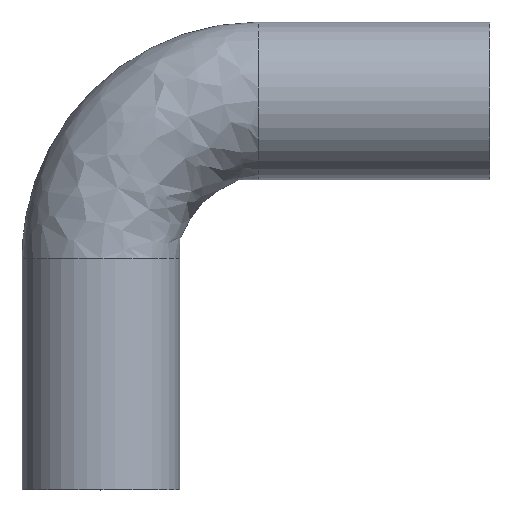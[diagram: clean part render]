
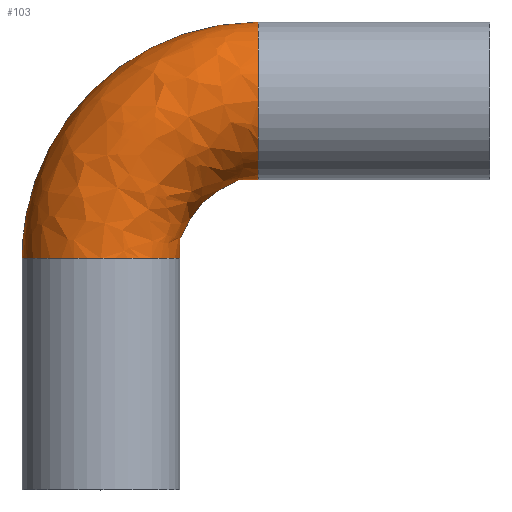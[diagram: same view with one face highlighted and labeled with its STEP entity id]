
A CAD part, top view. The second image highlights one B-rep face of the part: STEP entity #103.
In plain terms, the highlighted free-form (B-spline) face has degree [3, 3] with [7, 4] control points.
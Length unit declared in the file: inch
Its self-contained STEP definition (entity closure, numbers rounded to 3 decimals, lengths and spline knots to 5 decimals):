
#2 = EDGE_LOOP ( 'NONE', ( #292 ) ) ;
#15 = CIRCLE ( 'NONE', #236, 0.62992 ) ;
#20 = CARTESIAN_POINT ( 'NONE',  ( 0.15284, 3.74016, 1.25984 ) ) ;
#26 = CARTESIAN_POINT ( 'NONE',  ( 1.25984, 3.74016, 0. ) ) ;
#42 = CARTESIAN_POINT ( 'NONE',  ( 0.62992, 2.21939, 1.25984 ) ) ;
#44 = VERTEX_POINT ( 'NONE', #91 ) ;
#50 = CARTESIAN_POINT ( 'NONE',  ( -0.62992, 2.95739, 1.25984 ) ) ;
#58 = CARTESIAN_POINT ( 'NONE',  ( 0.15284, 3.74016, -1.25984 ) ) ;
#62 = CARTESIAN_POINT ( 'NONE',  ( 0.15284, 3.74016, 0. ) ) ;
#70 = CARTESIAN_POINT ( 'NONE',  ( 1.25984, 3.74016, 0. ) ) ;
#72 = CIRCLE ( 'NONE', #114, 0.62992 ) ;
#77 = VERTEX_POINT ( 'NONE', #70 ) ;
#78 = EDGE_LOOP ( 'NONE', ( #135 ) ) ;
#81 = CARTESIAN_POINT ( 'NONE',  ( -0.62992, 1.85039, 0. ) ) ;
#91 = CARTESIAN_POINT ( 'NONE',  ( -0.62992, 1.85039, 0. ) ) ;
#93 = CARTESIAN_POINT ( 'NONE',  ( 0.62992, 1.85039, 1.25984 ) ) ;
#94 = DIRECTION ( 'NONE',  ( 0., 1., 0. ) ) ;
#100 = CARTESIAN_POINT ( 'NONE',  ( 0.89084, 2.48031, 1.25984 ) ) ;
#103 = ADVANCED_FACE ( 'NONE', ( #165, #182 ), #231, .T. ) ;
#105 = EDGE_CURVE ( 'NONE', #44, #44, #15, .T. ) ;
#109 = CARTESIAN_POINT ( 'NONE',  ( 1.25984, 3.74016, 0. ) ) ;
#112 = DIRECTION ( 'NONE',  ( -1., 0., 0. ) ) ;
#114 = AXIS2_PLACEMENT_3D ( 'NONE', #263, #189, #94 ) ;
#115 = CARTESIAN_POINT ( 'NONE',  ( 0.89084, 2.48031, -1.25984 ) ) ;
#124 = CARTESIAN_POINT ( 'NONE',  ( 0.89084, 2.48031, 0. ) ) ;
#135 = ORIENTED_EDGE ( 'NONE', *, *, #183, .T. ) ;
#141 = CARTESIAN_POINT ( 'NONE',  ( 0.62992, 2.21939, -1.25984 ) ) ;
#142 = CARTESIAN_POINT ( 'NONE',  ( 1.25984, 2.48031, 1.25984 ) ) ;
#143 = CARTESIAN_POINT ( 'NONE',  ( -0.62992, 2.95739, 0. ) ) ;
#150 = CARTESIAN_POINT ( 'NONE',  ( -0.62992, 2.95739, 0. ) ) ;
#165 = FACE_OUTER_BOUND ( 'NONE', #78, .T. ) ;
#177 = CARTESIAN_POINT ( 'NONE',  ( -0.62992, 1.85039, 1.25984 ) ) ;
#182 = FACE_OUTER_BOUND ( 'NONE', #2, .T. ) ;
#183 = EDGE_CURVE ( 'NONE', #77, #77, #72, .T. ) ;
#186 = CARTESIAN_POINT ( 'NONE',  ( 0., 1.85039, 0. ) ) ;
#189 = DIRECTION ( 'NONE',  ( -1., 0., 0. ) ) ;
#192 = CARTESIAN_POINT ( 'NONE',  ( 0.62992, 2.21939, 0. ) ) ;
#207 = CARTESIAN_POINT ( 'NONE',  ( 0.62992, 1.85039, 0. ) ) ;
#215 = CARTESIAN_POINT ( 'NONE',  ( 1.25984, 2.48031, -1.25984 ) ) ;
#223 = DIRECTION ( 'NONE',  ( 0., 1., 0. ) ) ;
#225 = CARTESIAN_POINT ( 'NONE',  ( 0.15284, 3.74016, 0. ) ) ;
#231 =( BOUNDED_SURFACE ( )  B_SPLINE_SURFACE ( 3, 3, ( 
 ( #109, #225, #150, #81 ),
 ( #289, #58, #268, #261 ),
 ( #215, #115, #141, #270 ),
 ( #298, #124, #192, #207 ),
 ( #142, #100, #42, #93 ),
 ( #284, #20, #50, #177 ),
 ( #26, #62, #143, #286 ) ),
 .UNSPECIFIED., .T., .F., .F. ) 
 B_SPLINE_SURFACE_WITH_KNOTS ( ( 4, 3, 4 ),
 ( 4, 4 ),
 ( 0., 0.5, 1. ),
 ( 0., 1. ),
 .UNSPECIFIED. ) 
 GEOMETRIC_REPRESENTATION_ITEM ( )  RATIONAL_B_SPLINE_SURFACE ( (
 ( 1., 0.805, 0.805, 1.),
 ( 0.333, 0.268, 0.268, 0.333),
 ( 0.333, 0.268, 0.268, 0.333),
 ( 1., 0.805, 0.805, 1.),
 ( 0.333, 0.268, 0.268, 0.333),
 ( 0.333, 0.268, 0.268, 0.333),
 ( 1., 0.805, 0.805, 1.) ) ) 
 REPRESENTATION_ITEM ( '' )  SURFACE ( )  );
#236 = AXIS2_PLACEMENT_3D ( 'NONE', #186, #223, #112 ) ;
#261 = CARTESIAN_POINT ( 'NONE',  ( -0.62992, 1.85039, -1.25984 ) ) ;
#263 = CARTESIAN_POINT ( 'NONE',  ( 1.25984, 3.11024, 0. ) ) ;
#268 = CARTESIAN_POINT ( 'NONE',  ( -0.62992, 2.95739, -1.25984 ) ) ;
#270 = CARTESIAN_POINT ( 'NONE',  ( 0.62992, 1.85039, -1.25984 ) ) ;
#284 = CARTESIAN_POINT ( 'NONE',  ( 1.25984, 3.74016, 1.25984 ) ) ;
#286 = CARTESIAN_POINT ( 'NONE',  ( -0.62992, 1.85039, 0. ) ) ;
#289 = CARTESIAN_POINT ( 'NONE',  ( 1.25984, 3.74016, -1.25984 ) ) ;
#292 = ORIENTED_EDGE ( 'NONE', *, *, #105, .T. ) ;
#298 = CARTESIAN_POINT ( 'NONE',  ( 1.25984, 2.48031, 0. ) ) ;
